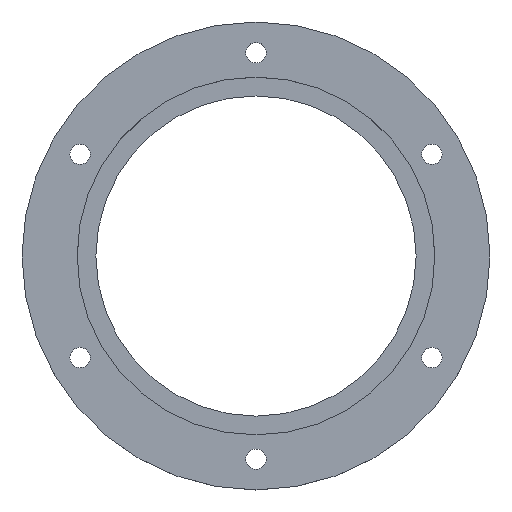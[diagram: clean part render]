
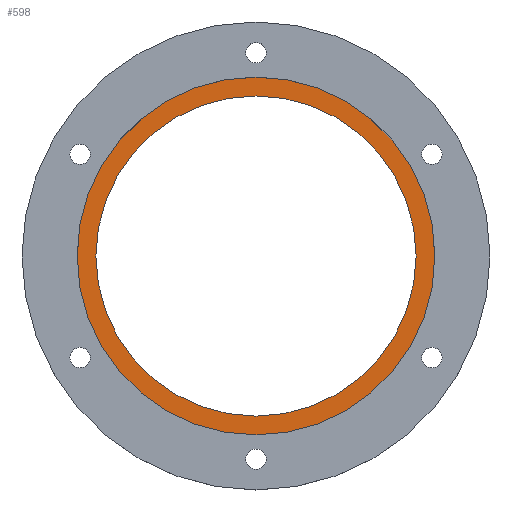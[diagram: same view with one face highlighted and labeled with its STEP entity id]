
A CAD part, top view. The second image highlights one B-rep face of the part: STEP entity #598.
In plain terms, the highlighted planar face has unit normal (0, 0, 1).
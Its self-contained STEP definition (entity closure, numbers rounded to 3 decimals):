
#78 = CARTESIAN_POINT ( 'NONE',  ( 0., 0., -28. ) ) ;
#90 = ORIENTED_EDGE ( 'NONE', *, *, #355, .F. ) ;
#134 = VERTEX_POINT ( 'NONE', #1142 ) ;
#182 = EDGE_CURVE ( 'NONE', #939, #1166, #251, .T. ) ;
#228 = CARTESIAN_POINT ( 'NONE',  ( 29.05, 0., -28. ) ) ;
#251 = CIRCLE ( 'NONE', #689, 29.05 ) ;
#312 = DIRECTION ( 'NONE',  ( 0., 0., 1. ) ) ;
#318 = ORIENTED_EDGE ( 'NONE', *, *, #182, .T. ) ;
#351 = AXIS2_PLACEMENT_3D ( 'NONE', #1190, #312, #695 ) ;
#355 = EDGE_CURVE ( 'NONE', #134, #1057, #904, .T. ) ;
#361 = DIRECTION ( 'NONE',  ( 1., 0., 0. ) ) ;
#389 = DIRECTION ( 'NONE',  ( 0., 0., -1. ) ) ;
#413 = EDGE_CURVE ( 'NONE', #1057, #134, #1106, .T. ) ;
#454 = DIRECTION ( 'NONE',  ( 0., 0., 1. ) ) ;
#498 = CARTESIAN_POINT ( 'NONE',  ( -29.05, 0., -28. ) ) ;
#503 = PLANE ( 'NONE',  #1079 ) ;
#588 = CIRCLE ( 'NONE', #653, 29.05 ) ;
#598 = ADVANCED_FACE ( 'NONE', ( #1200, #992 ), #503, .F. ) ;
#603 = ORIENTED_EDGE ( 'NONE', *, *, #1016, .T. ) ;
#620 = DIRECTION ( 'NONE',  ( 1., 0., 0. ) ) ;
#653 = AXIS2_PLACEMENT_3D ( 'NONE', #856, #1136, #361 ) ;
#657 = CARTESIAN_POINT ( 'NONE',  ( -26., 0., -28. ) ) ;
#689 = AXIS2_PLACEMENT_3D ( 'NONE', #78, #454, #846 ) ;
#695 = DIRECTION ( 'NONE',  ( 1., 0., 0. ) ) ;
#797 = DIRECTION ( 'NONE',  ( -1., 0., 0. ) ) ;
#818 = EDGE_LOOP ( 'NONE', ( #90, #936 ) ) ;
#846 = DIRECTION ( 'NONE',  ( 1., 0., 0. ) ) ;
#856 = CARTESIAN_POINT ( 'NONE',  ( 0., 0., -28. ) ) ;
#900 = AXIS2_PLACEMENT_3D ( 'NONE', #945, #915, #620 ) ;
#904 = CIRCLE ( 'NONE', #351, 26. ) ;
#915 = DIRECTION ( 'NONE',  ( 0., 0., 1. ) ) ;
#936 = ORIENTED_EDGE ( 'NONE', *, *, #413, .F. ) ;
#939 = VERTEX_POINT ( 'NONE', #228 ) ;
#945 = CARTESIAN_POINT ( 'NONE',  ( 0., 0., -28. ) ) ;
#960 = EDGE_LOOP ( 'NONE', ( #318, #603 ) ) ;
#992 = FACE_OUTER_BOUND ( 'NONE', #960, .T. ) ;
#1016 = EDGE_CURVE ( 'NONE', #1166, #939, #588, .T. ) ;
#1057 = VERTEX_POINT ( 'NONE', #657 ) ;
#1079 = AXIS2_PLACEMENT_3D ( 'NONE', #1172, #389, #797 ) ;
#1106 = CIRCLE ( 'NONE', #900, 26. ) ;
#1136 = DIRECTION ( 'NONE',  ( 0., 0., 1. ) ) ;
#1142 = CARTESIAN_POINT ( 'NONE',  ( 26., 0., -28. ) ) ;
#1166 = VERTEX_POINT ( 'NONE', #498 ) ;
#1172 = CARTESIAN_POINT ( 'NONE',  ( 26., 0., -28. ) ) ;
#1190 = CARTESIAN_POINT ( 'NONE',  ( 0., 0., -28. ) ) ;
#1200 = FACE_BOUND ( 'NONE', #818, .T. ) ;
